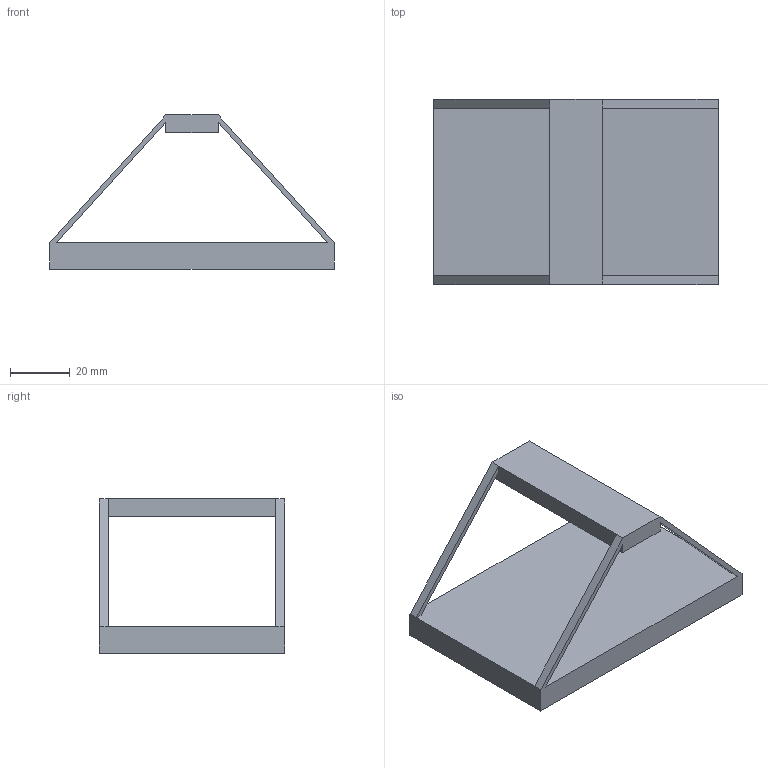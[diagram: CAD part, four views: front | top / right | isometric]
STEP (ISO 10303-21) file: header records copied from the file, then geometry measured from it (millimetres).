
FILE_DESCRIPTION(/* description */ (''),/* implementation_level */ '2;1');
FILE_NAME(/* name */ 'test modle freq v2.step',/* time_stamp */ '2024-05-04T12:22:05+10:00',/* author */ (''),/* organization */ (''),/* preprocessor_version */ 'ST-DEVELOPER v20',/* originating_system */ 'Autodesk Translation Framework v12.20.1.177',/* authorisation */ '');
FILE_SCHEMA (('AUTOMOTIVE_DESIGN { 1 0 10303 214 3 1 1 }'));
Length unit declared in the file: millimetre
Products named in the file (1): test modle freq
Bounding box: 95.25 x 62.02 x 51.6 mm (x, y, z)
Volume: 59332.1 mm3; surface area: 19744 mm2
Topology: 1 solids, 1 shells, 22 faces, 64 edges, 40 vertices
Faces by surface type: plane 22
Entity records: 749 total; most frequent: ORIENTED_EDGE 128, CARTESIAN_POINT 127, DIRECTION 110, LINE 64, VECTOR 64, EDGE_CURVE 64, VERTEX_POINT 40, EDGE_LOOP 24
